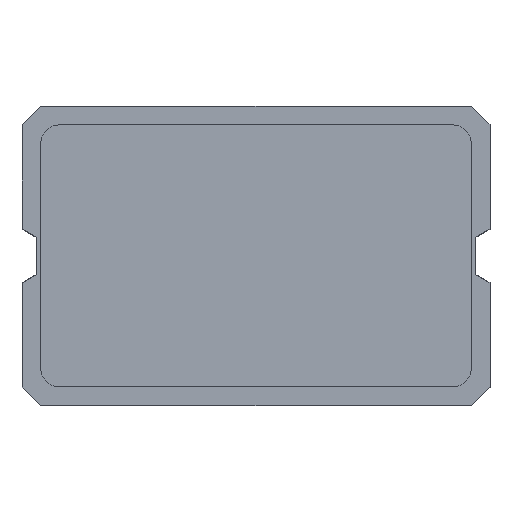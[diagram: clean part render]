
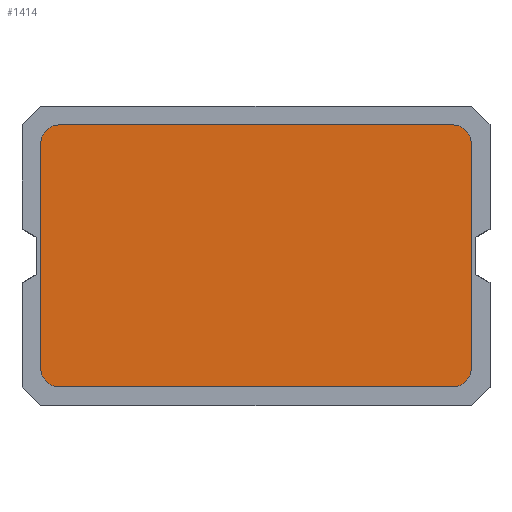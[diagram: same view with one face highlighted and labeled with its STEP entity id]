
A CAD part, top view. The second image highlights one B-rep face of the part: STEP entity #1414.
In plain terms, the highlighted planar face has unit normal (0, 0, 1).
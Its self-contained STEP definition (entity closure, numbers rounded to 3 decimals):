
#28=PLANE('',#1518);
#106=FACE_OUTER_BOUND('',#184,.T.);
#184=EDGE_LOOP('',(#1033,#1034,#1035,#1036,#1037,#1038,#1039,#1040));
#255=LINE('',#1969,#451);
#259=LINE('',#1981,#455);
#263=LINE('',#1993,#459);
#267=LINE('',#2004,#463);
#451=VECTOR('',#1599,1000.);
#455=VECTOR('',#1611,1000.);
#459=VECTOR('',#1623,1000.);
#463=VECTOR('',#1635,1000.);
#645=CIRCLE('',#1502,0.2);
#647=CIRCLE('',#1506,0.2);
#649=CIRCLE('',#1510,0.2);
#651=CIRCLE('',#1514,0.2);
#653=VERTEX_POINT('',#1959);
#654=VERTEX_POINT('',#1960);
#657=VERTEX_POINT('',#1968);
#659=VERTEX_POINT('',#1974);
#661=VERTEX_POINT('',#1980);
#663=VERTEX_POINT('',#1986);
#665=VERTEX_POINT('',#1992);
#667=VERTEX_POINT('',#1998);
#789=EDGE_CURVE('',#653,#654,#645,.T.);
#793=EDGE_CURVE('',#654,#657,#255,.T.);
#796=EDGE_CURVE('',#657,#659,#647,.T.);
#799=EDGE_CURVE('',#659,#661,#259,.T.);
#802=EDGE_CURVE('',#661,#663,#649,.T.);
#805=EDGE_CURVE('',#663,#665,#263,.T.);
#808=EDGE_CURVE('',#665,#667,#651,.T.);
#811=EDGE_CURVE('',#667,#653,#267,.T.);
#1033=ORIENTED_EDGE('',*,*,#811,.T.);
#1034=ORIENTED_EDGE('',*,*,#789,.T.);
#1035=ORIENTED_EDGE('',*,*,#793,.T.);
#1036=ORIENTED_EDGE('',*,*,#796,.T.);
#1037=ORIENTED_EDGE('',*,*,#799,.T.);
#1038=ORIENTED_EDGE('',*,*,#802,.T.);
#1039=ORIENTED_EDGE('',*,*,#805,.T.);
#1040=ORIENTED_EDGE('',*,*,#808,.T.);
#1414=ADVANCED_FACE('',(#106),#28,.T.);
#1502=AXIS2_PLACEMENT_3D('',#1961,#1591,#1592);
#1506=AXIS2_PLACEMENT_3D('',#1975,#1604,#1605);
#1510=AXIS2_PLACEMENT_3D('',#1987,#1616,#1617);
#1514=AXIS2_PLACEMENT_3D('',#1999,#1628,#1629);
#1518=AXIS2_PLACEMENT_3D('',#2007,#1639,#1640);
#1591=DIRECTION('center_axis',(0.,0.,1.));
#1592=DIRECTION('ref_axis',(0.,-1.,0.));
#1599=DIRECTION('',(0.,-1.,0.));
#1604=DIRECTION('center_axis',(0.,0.,1.));
#1605=DIRECTION('ref_axis',(0.,-1.,0.));
#1611=DIRECTION('',(1.,0.,0.));
#1616=DIRECTION('center_axis',(0.,0.,1.));
#1617=DIRECTION('ref_axis',(0.,-1.,0.));
#1623=DIRECTION('',(0.,1.,0.));
#1628=DIRECTION('center_axis',(0.,0.,1.));
#1629=DIRECTION('ref_axis',(0.,-1.,0.));
#1635=DIRECTION('',(-1.,0.,0.));
#1639=DIRECTION('center_axis',(0.,0.,1.));
#1640=DIRECTION('ref_axis',(0.,-1.,0.));
#1959=CARTESIAN_POINT('',(-2.1,1.525,0.975));
#1960=CARTESIAN_POINT('',(-2.3,1.325,0.975));
#1961=CARTESIAN_POINT('Origin',(-2.1,1.325,0.975));
#1968=CARTESIAN_POINT('',(-2.3,-1.075,0.975));
#1969=CARTESIAN_POINT('',(-2.3,-1.075,0.975));
#1974=CARTESIAN_POINT('',(-2.1,-1.275,0.975));
#1975=CARTESIAN_POINT('Origin',(-2.1,-1.075,0.975));
#1980=CARTESIAN_POINT('',(2.1,-1.275,0.975));
#1981=CARTESIAN_POINT('',(-2.1,-1.275,0.975));
#1986=CARTESIAN_POINT('',(2.3,-1.075,0.975));
#1987=CARTESIAN_POINT('Origin',(2.1,-1.075,0.975));
#1992=CARTESIAN_POINT('',(2.3,1.325,0.975));
#1993=CARTESIAN_POINT('',(2.3,-1.075,0.975));
#1998=CARTESIAN_POINT('',(2.1,1.525,0.975));
#1999=CARTESIAN_POINT('Origin',(2.1,1.325,0.975));
#2004=CARTESIAN_POINT('',(-2.1,1.525,0.975));
#2007=CARTESIAN_POINT('Origin',(0.,0.125,0.975));
